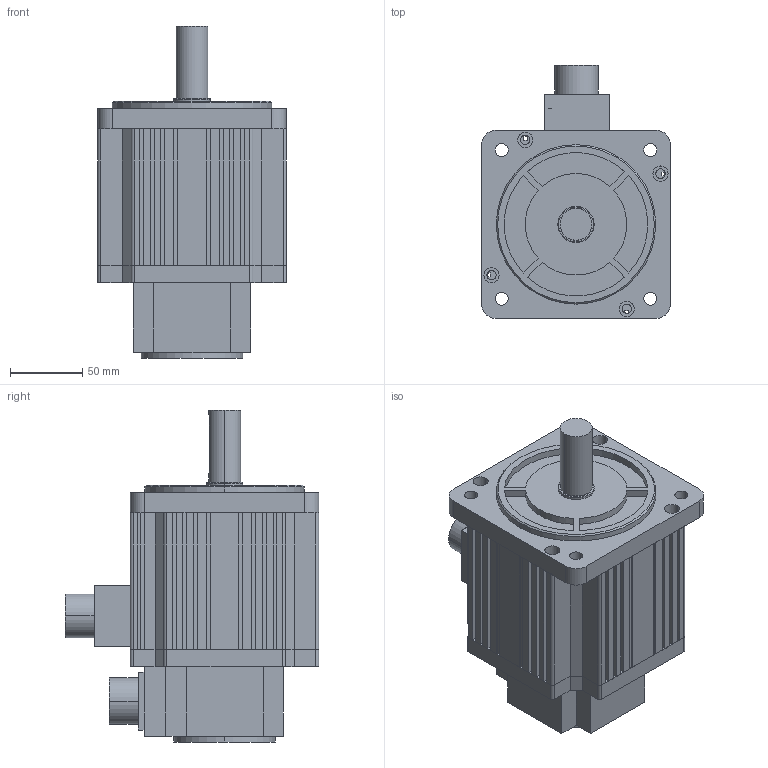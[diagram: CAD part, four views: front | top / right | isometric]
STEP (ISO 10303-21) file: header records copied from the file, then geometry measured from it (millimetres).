
FILE_DESCRIPTION (( 'STEP AP203' ), '1' );
FILE_NAME ('130-5N蚾饜极.STEP', '2017-06-25T08:08:32', ( '' ), ( '' ), 'SwSTEP 2.0', 'SolidWorks 2014', '' );
FILE_SCHEMA (( 'CONFIG_CONTROL_DESIGN' ));
Length unit declared in the file: millimetre
Products named in the file (8): 130侜督ヶ裔; 130瑤脣2; 130粣; 130-5N蚾饜极; 130瑤脣; 130晤鎢ん; 130-5N隅赽; 130侜督綴裔
Assembly tree (7 placements, depth 2):
  130-5N蚾饜极
    130-5N隅赽
    130侜督ヶ裔
    130侜督綴裔
    130晤鎢ん
    130粣
    130瑤脣2
    130瑤脣
Bounding box: 130 x 175 x 229 mm (x, y, z)
Volume: 1042560.8 mm3; surface area: 281383.1 mm2
Topology: 8 solids, 8 shells, 529 faces, 1333 edges, 872 vertices
Faces by surface type: plane 336, cylinder 177, cone 10, bspline 4, torus 2
Entity records: 16764 total; most frequent: CARTESIAN_POINT 2846, DIRECTION 2767, ORIENTED_EDGE 2650, EDGE_CURVE 1325, AXIS2_PLACEMENT_3D 923, VECTOR 921, LINE 921, VERTEX_POINT 872
